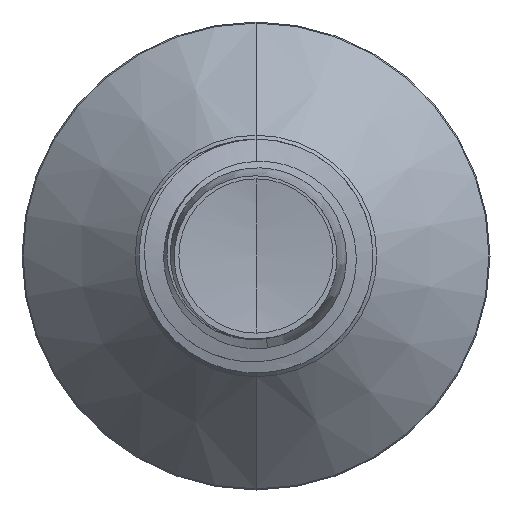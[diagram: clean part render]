
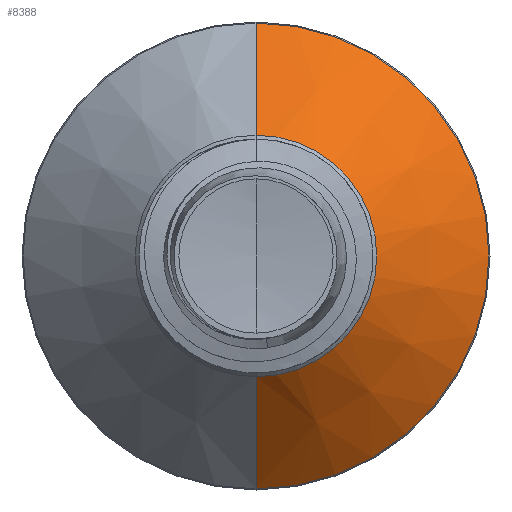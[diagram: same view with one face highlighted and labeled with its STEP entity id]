
A CAD part, front view. The second image highlights one B-rep face of the part: STEP entity #8388.
In plain terms, the highlighted conical face has half-angle 45 degrees and reference radius 4.129 mm.
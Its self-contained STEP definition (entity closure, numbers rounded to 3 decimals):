
#72 = DIRECTION ( 'NONE',  ( 0., 0., 1. ) ) ;
#80 = DIRECTION ( 'NONE',  ( 0., 1., 0. ) ) ;
#108 = CARTESIAN_POINT ( 'NONE',  ( 0., 12.679, 0. ) ) ;
#149 = LINE ( 'NONE', #13474, #19413 ) ;
#902 = DIRECTION ( 'NONE',  ( 0., 0.707, -0.707 ) ) ;
#1310 = DIRECTION ( 'NONE',  ( 0., 0., 1. ) ) ;
#1340 = CARTESIAN_POINT ( 'NONE',  ( 0., 12.679, 0. ) ) ;
#1512 = DIRECTION ( 'NONE',  ( 0., 1., 0. ) ) ;
#2365 = CARTESIAN_POINT ( 'NONE',  ( 0., 16.515, -7.965 ) ) ;
#2450 = ORIENTED_EDGE ( 'NONE', *, *, #5748, .F. ) ;
#2758 = EDGE_LOOP ( 'NONE', ( #17588, #13192, #2450, #17101 ) ) ;
#3381 = EDGE_CURVE ( 'NONE', #7075, #12308, #4629, .T. ) ;
#4068 = VERTEX_POINT ( 'NONE', #2365 ) ;
#4629 = LINE ( 'NONE', #6714, #22409 ) ;
#5748 = EDGE_CURVE ( 'NONE', #12308, #4068, #10972, .T. ) ;
#5944 = EDGE_CURVE ( 'NONE', #17585, #4068, #149, .T. ) ;
#6635 = DIRECTION ( 'NONE',  ( 0., 0.707, 0.707 ) ) ;
#6714 = CARTESIAN_POINT ( 'NONE',  ( 0., 12.679, 4.129 ) ) ;
#7075 = VERTEX_POINT ( 'NONE', #15109 ) ;
#7980 = EDGE_CURVE ( 'NONE', #7075, #17585, #20993, .T. ) ;
#8362 = AXIS2_PLACEMENT_3D ( 'NONE', #13834, #13822, #13790 ) ;
#8388 = ADVANCED_FACE ( 'NONE', ( #21393 ), #15566, .T. ) ;
#10560 = AXIS2_PLACEMENT_3D ( 'NONE', #1340, #1512, #1310 ) ;
#10972 = CIRCLE ( 'NONE', #8362, 7.965 ) ;
#11900 = AXIS2_PLACEMENT_3D ( 'NONE', #108, #80, #72 ) ;
#12308 = VERTEX_POINT ( 'NONE', #19692 ) ;
#13192 = ORIENTED_EDGE ( 'NONE', *, *, #5944, .T. ) ;
#13474 = CARTESIAN_POINT ( 'NONE',  ( 0., 12.679, -4.129 ) ) ;
#13790 = DIRECTION ( 'NONE',  ( 0., 0., 1. ) ) ;
#13822 = DIRECTION ( 'NONE',  ( 0., 1., 0. ) ) ;
#13834 = CARTESIAN_POINT ( 'NONE',  ( 0., 16.515, 0. ) ) ;
#15109 = CARTESIAN_POINT ( 'NONE',  ( 0., 12.679, 4.129 ) ) ;
#15566 = CONICAL_SURFACE ( 'NONE', #10560, 4.129, 0.785 ) ;
#17101 = ORIENTED_EDGE ( 'NONE', *, *, #3381, .F. ) ;
#17585 = VERTEX_POINT ( 'NONE', #17632 ) ;
#17588 = ORIENTED_EDGE ( 'NONE', *, *, #7980, .T. ) ;
#17632 = CARTESIAN_POINT ( 'NONE',  ( 0., 12.679, -4.129 ) ) ;
#19413 = VECTOR ( 'NONE', #902, 1000. ) ;
#19692 = CARTESIAN_POINT ( 'NONE',  ( 0., 16.515, 7.965 ) ) ;
#20993 = CIRCLE ( 'NONE', #11900, 4.129 ) ;
#21393 = FACE_OUTER_BOUND ( 'NONE', #2758, .T. ) ;
#22409 = VECTOR ( 'NONE', #6635, 1000. ) ;
